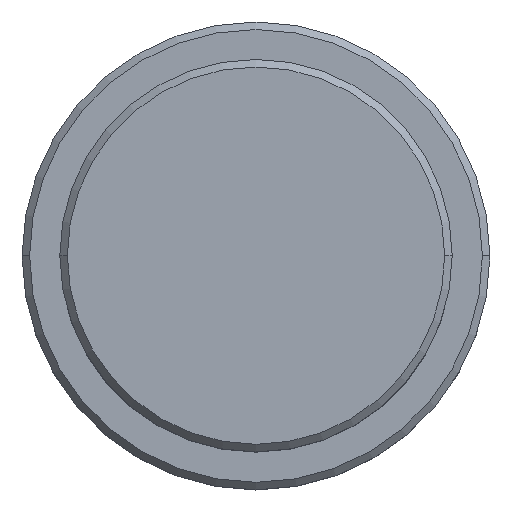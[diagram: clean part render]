
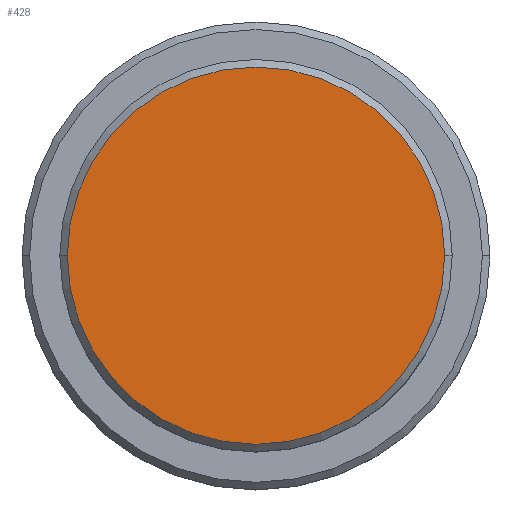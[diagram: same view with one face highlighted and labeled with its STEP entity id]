
A CAD part, top view. The second image highlights one B-rep face of the part: STEP entity #428.
In plain terms, the highlighted planar face has unit normal (0, 0, 1).
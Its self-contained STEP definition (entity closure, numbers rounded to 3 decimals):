
#41 = EDGE_LOOP ( 'NONE', ( #346, #1342 ) ) ;
#87 = DIRECTION ( 'NONE',  ( 0., 0., 1. ) ) ;
#167 = CIRCLE ( 'NONE', #399, 12.5 ) ;
#186 = DIRECTION ( 'NONE',  ( 1., 0., 0. ) ) ;
#209 = DIRECTION ( 'NONE',  ( 0., 0., 1. ) ) ;
#295 = CARTESIAN_POINT ( 'NONE',  ( 0., 0., 0. ) ) ;
#341 = EDGE_CURVE ( 'NONE', #508, #633, #167, .T. ) ;
#346 = ORIENTED_EDGE ( 'NONE', *, *, #341, .T. ) ;
#399 = AXIS2_PLACEMENT_3D ( 'NONE', #607, #502, #1143 ) ;
#428 = ADVANCED_FACE ( 'NONE', ( #542 ), #860, .T. ) ;
#446 = AXIS2_PLACEMENT_3D ( 'NONE', #1266, #209, #186 ) ;
#460 = EDGE_CURVE ( 'NONE', #633, #508, #1362, .T. ) ;
#502 = DIRECTION ( 'NONE',  ( 0., 0., 1. ) ) ;
#508 = VERTEX_POINT ( 'NONE', #748 ) ;
#542 = FACE_OUTER_BOUND ( 'NONE', #41, .T. ) ;
#607 = CARTESIAN_POINT ( 'NONE',  ( 0., 0., 0. ) ) ;
#633 = VERTEX_POINT ( 'NONE', #641 ) ;
#641 = CARTESIAN_POINT ( 'NONE',  ( 12.5, 0., 0. ) ) ;
#673 = AXIS2_PLACEMENT_3D ( 'NONE', #295, #87, #1063 ) ;
#748 = CARTESIAN_POINT ( 'NONE',  ( -12.5, 0., 0. ) ) ;
#860 = PLANE ( 'NONE',  #673 ) ;
#1063 = DIRECTION ( 'NONE',  ( 1., 0., 0. ) ) ;
#1143 = DIRECTION ( 'NONE',  ( 1., 0., 0. ) ) ;
#1266 = CARTESIAN_POINT ( 'NONE',  ( 0., 0., 0. ) ) ;
#1342 = ORIENTED_EDGE ( 'NONE', *, *, #460, .T. ) ;
#1362 = CIRCLE ( 'NONE', #446, 12.5 ) ;
